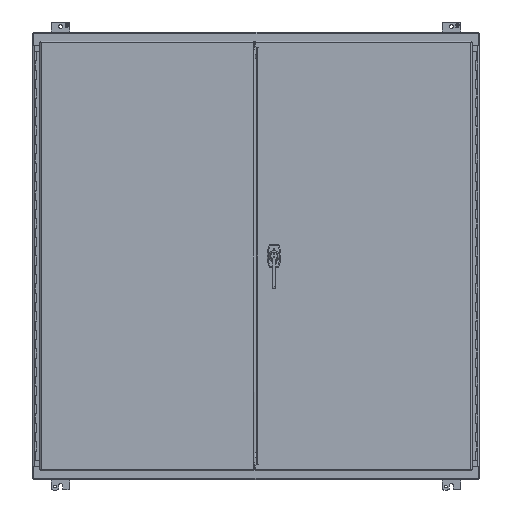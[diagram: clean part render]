
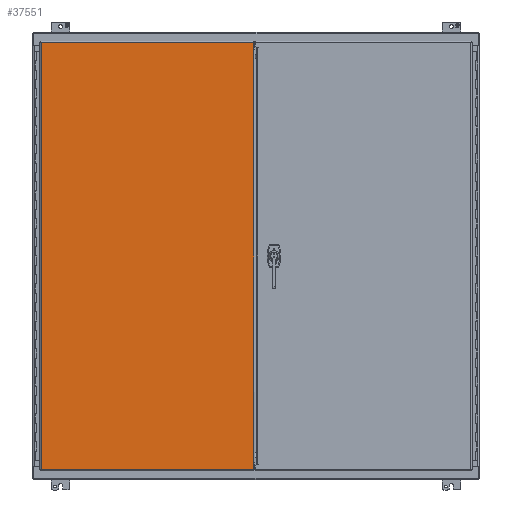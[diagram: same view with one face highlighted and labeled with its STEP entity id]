
A CAD part, front view. The second image highlights one B-rep face of the part: STEP entity #37551.
In plain terms, the highlighted planar face has unit normal (0, -1, 0).
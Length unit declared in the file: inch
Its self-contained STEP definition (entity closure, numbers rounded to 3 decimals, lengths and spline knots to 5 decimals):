
#242 = CARTESIAN_POINT ( 'NONE',  ( -0.26825, -13.7525, -22.982 ) ) ;
#1813 = ORIENTED_EDGE ( 'NONE', *, *, #19209, .F. ) ;
#2708 = LINE ( 'NONE', #17569, #35470 ) ;
#3243 = DIRECTION ( 'NONE',  ( 0., 0., 1. ) ) ;
#3389 = VERTEX_POINT ( 'NONE', #36028 ) ;
#4039 = CARTESIAN_POINT ( 'NONE',  ( -0.26825, -13.7525, 22.982 ) ) ;
#7963 = LINE ( 'NONE', #14570, #9122 ) ;
#9122 = VECTOR ( 'NONE', #33592, 39.37008 ) ;
#14570 = CARTESIAN_POINT ( 'NONE',  ( -0.26825, -13.7525, 22.982 ) ) ;
#15162 = VERTEX_POINT ( 'NONE', #31868 ) ;
#15281 = ORIENTED_EDGE ( 'NONE', *, *, #16926, .F. ) ;
#16926 = EDGE_CURVE ( 'NONE', #26190, #3389, #7963, .T. ) ;
#17346 = VERTEX_POINT ( 'NONE', #242 ) ;
#17569 = CARTESIAN_POINT ( 'NONE',  ( -23.10725, -13.7525, 22.982 ) ) ;
#18250 = CARTESIAN_POINT ( 'NONE',  ( -23.10725, -13.7525, 22.982 ) ) ;
#18735 = FACE_OUTER_BOUND ( 'NONE', #37605, .T. ) ;
#19027 = ORIENTED_EDGE ( 'NONE', *, *, #25256, .F. ) ;
#19209 = EDGE_CURVE ( 'NONE', #15162, #26190, #42323, .T. ) ;
#19240 = VECTOR ( 'NONE', #55956, 39.37008 ) ;
#21488 = VECTOR ( 'NONE', #32258, 39.37008 ) ;
#23871 = EDGE_CURVE ( 'NONE', #3389, #59022, #36130, .T. ) ;
#24115 = LINE ( 'NONE', #56729, #24961 ) ;
#24961 = VECTOR ( 'NONE', #38678, 39.37008 ) ;
#25256 = EDGE_CURVE ( 'NONE', #59022, #17346, #55987, .T. ) ;
#26190 = VERTEX_POINT ( 'NONE', #33048 ) ;
#28584 = ORIENTED_EDGE ( 'NONE', *, *, #23871, .F. ) ;
#29756 = EDGE_CURVE ( 'NONE', #17346, #33338, #24115, .T. ) ;
#31058 = DIRECTION ( 'NONE',  ( 0., 0., -1. ) ) ;
#31257 = CARTESIAN_POINT ( 'NONE',  ( -0.26825, -13.7525, -22.608 ) ) ;
#31868 = CARTESIAN_POINT ( 'NONE',  ( -23.10725, -13.7525, 22.982 ) ) ;
#32258 = DIRECTION ( 'NONE',  ( 0., 0., -1. ) ) ;
#33048 = CARTESIAN_POINT ( 'NONE',  ( -0.26825, -13.7525, 22.982 ) ) ;
#33338 = VERTEX_POINT ( 'NONE', #57934 ) ;
#33592 = DIRECTION ( 'NONE',  ( 0., 0., -1. ) ) ;
#35470 = VECTOR ( 'NONE', #36900, 39.37008 ) ;
#36028 = CARTESIAN_POINT ( 'NONE',  ( -0.26825, -13.7525, 22.608 ) ) ;
#36130 = LINE ( 'NONE', #60745, #61814 ) ;
#36825 = DIRECTION ( 'NONE',  ( 0., 1., 0. ) ) ;
#36900 = DIRECTION ( 'NONE',  ( 0., 0., 1. ) ) ;
#37551 = ADVANCED_FACE ( 'NONE', ( #18735 ), #42797, .F. ) ;
#37605 = EDGE_LOOP ( 'NONE', ( #19027, #28584, #15281, #1813, #47990, #55558 ) ) ;
#38678 = DIRECTION ( 'NONE',  ( -1., 0., 0. ) ) ;
#38971 = EDGE_CURVE ( 'NONE', #33338, #15162, #2708, .T. ) ;
#42323 = LINE ( 'NONE', #18250, #19240 ) ;
#42797 = PLANE ( 'NONE',  #46573 ) ;
#46573 = AXIS2_PLACEMENT_3D ( 'NONE', #57346, #36825, #3243 ) ;
#47990 = ORIENTED_EDGE ( 'NONE', *, *, #38971, .F. ) ;
#55558 = ORIENTED_EDGE ( 'NONE', *, *, #29756, .F. ) ;
#55956 = DIRECTION ( 'NONE',  ( 1., 0., 0. ) ) ;
#55987 = LINE ( 'NONE', #4039, #21488 ) ;
#56729 = CARTESIAN_POINT ( 'NONE',  ( -23.10725, -13.7525, -22.982 ) ) ;
#57346 = CARTESIAN_POINT ( 'NONE',  ( -23.10725, -13.7525, 22.982 ) ) ;
#57934 = CARTESIAN_POINT ( 'NONE',  ( -23.10725, -13.7525, -22.982 ) ) ;
#59022 = VERTEX_POINT ( 'NONE', #31257 ) ;
#60745 = CARTESIAN_POINT ( 'NONE',  ( -0.26825, -13.7525, 22.982 ) ) ;
#61814 = VECTOR ( 'NONE', #31058, 39.37008 ) ;
